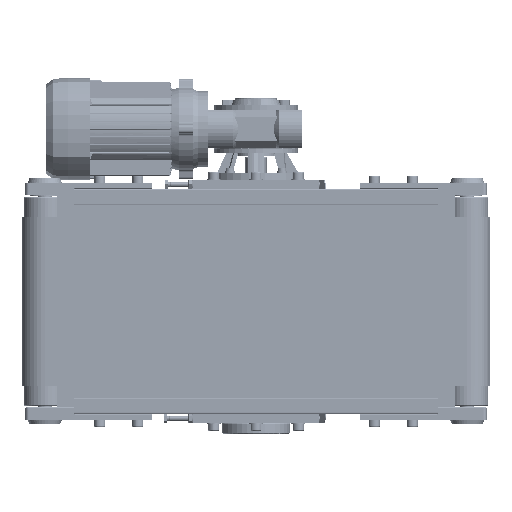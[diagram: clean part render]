
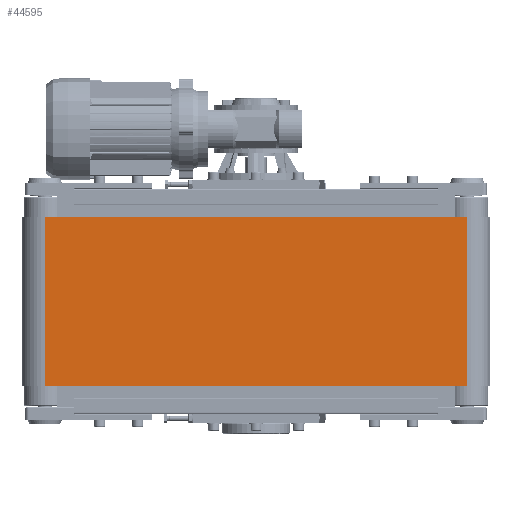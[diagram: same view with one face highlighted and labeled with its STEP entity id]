
A CAD part, top view. The second image highlights one B-rep face of the part: STEP entity #44595.
In plain terms, the highlighted planar face has unit normal (0, 0, 1).
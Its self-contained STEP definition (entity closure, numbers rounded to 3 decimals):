
#3311=PLANE('',#50778);
#6712=FACE_OUTER_BOUND('',#9481,.T.);
#9481=EDGE_LOOP('',(#41470,#41471,#41472,#41473));
#14945=LINE('',#89339,#17649);
#14951=LINE('',#89360,#17655);
#14963=LINE('',#89392,#17667);
#14964=LINE('',#89394,#17668);
#17649=VECTOR('',#64016,10.);
#17655=VECTOR('',#64034,10.);
#17667=VECTOR('',#64070,10.);
#17668=VECTOR('',#64073,10.);
#22094=VERTEX_POINT('',#89335);
#22096=VERTEX_POINT('',#89338);
#22104=VERTEX_POINT('',#89356);
#22113=VERTEX_POINT('',#89390);
#28547=EDGE_CURVE('',#22096,#22094,#14945,.T.);
#28558=EDGE_CURVE('',#22104,#22096,#14951,.T.);
#28574=EDGE_CURVE('',#22094,#22113,#14963,.T.);
#28575=EDGE_CURVE('',#22113,#22104,#14964,.T.);
#41470=ORIENTED_EDGE('',*,*,#28575,.T.);
#41471=ORIENTED_EDGE('',*,*,#28558,.T.);
#41472=ORIENTED_EDGE('',*,*,#28547,.T.);
#41473=ORIENTED_EDGE('',*,*,#28574,.T.);
#44595=ADVANCED_FACE('',(#6712),#3311,.T.);
#50778=AXIS2_PLACEMENT_3D('',#89393,#64071,#64072);
#64016=DIRECTION('',(1.,0.,0.));
#64034=DIRECTION('',(0.,-1.,0.));
#64070=DIRECTION('',(0.,1.,0.));
#64071=DIRECTION('center_axis',(0.,0.,1.));
#64072=DIRECTION('ref_axis',(1.,0.,0.));
#64073=DIRECTION('',(-1.,0.,0.));
#89335=CARTESIAN_POINT('',(0.,-100.,27.));
#89338=CARTESIAN_POINT('',(-500.,-100.,27.));
#89339=CARTESIAN_POINT('',(-500.,-100.,27.));
#89356=CARTESIAN_POINT('',(-500.,100.,27.));
#89360=CARTESIAN_POINT('',(-500.,0.,27.));
#89390=CARTESIAN_POINT('',(0.,100.,27.));
#89392=CARTESIAN_POINT('',(0.,0.,27.));
#89393=CARTESIAN_POINT('Origin',(0.,0.,27.));
#89394=CARTESIAN_POINT('',(-500.,100.,27.));
